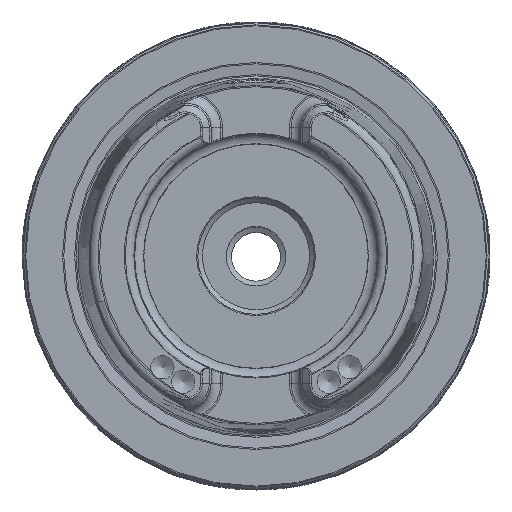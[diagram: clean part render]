
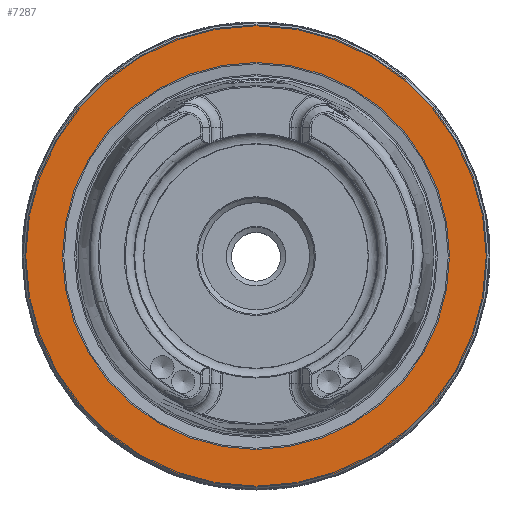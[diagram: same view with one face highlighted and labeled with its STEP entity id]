
A CAD part, top view. The second image highlights one B-rep face of the part: STEP entity #7287.
In plain terms, the highlighted planar face has unit normal (0, 0, 1).
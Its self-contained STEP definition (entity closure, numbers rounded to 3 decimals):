
#780=PLANE('',#7887);
#1832=ORIENTED_EDGE('',*,*,#2629,.T.);
#1833=ORIENTED_EDGE('',*,*,#2626,.F.);
#2626=EDGE_CURVE('',#3161,#3161,#3514,.T.);
#2629=EDGE_CURVE('',#3164,#3164,#3517,.T.);
#3161=VERTEX_POINT('',#11380);
#3164=VERTEX_POINT('',#11389);
#3514=CIRCLE('',#7882,33.201);
#3517=CIRCLE('',#7888,39.65);
#3995=EDGE_LOOP('',(#1832));
#3996=EDGE_LOOP('',(#1833));
#4509=FACE_BOUND('',#3995,.T.);
#4510=FACE_BOUND('',#3996,.T.);
#7287=ADVANCED_FACE('',(#4509,#4510),#780,.T.);
#7882=AXIS2_PLACEMENT_3D('',#11379,#9172,#9173);
#7887=AXIS2_PLACEMENT_3D('',#11387,#9182,#9183);
#7888=AXIS2_PLACEMENT_3D('',#11388,#9184,#9185);
#9172=DIRECTION('',(0.,0.,1.));
#9173=DIRECTION('',(1.,0.,0.));
#9182=DIRECTION('',(0.,0.,1.));
#9183=DIRECTION('',(1.,0.,0.));
#9184=DIRECTION('',(0.,0.,1.));
#9185=DIRECTION('',(1.,0.,0.));
#11379=CARTESIAN_POINT('',(0.,0.,0.2));
#11380=CARTESIAN_POINT('',(33.201,0.,0.2));
#11387=CARTESIAN_POINT('',(33.201,0.,0.2));
#11388=CARTESIAN_POINT('',(0.,0.,0.2));
#11389=CARTESIAN_POINT('',(39.65,0.,0.2));
